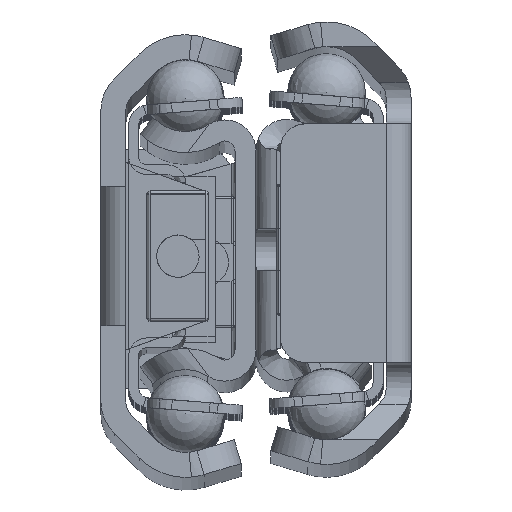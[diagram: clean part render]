
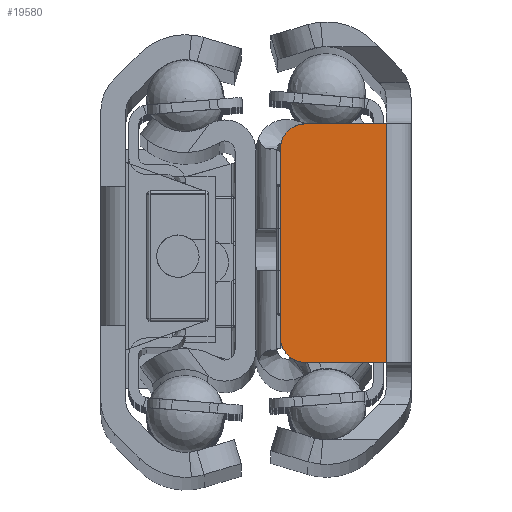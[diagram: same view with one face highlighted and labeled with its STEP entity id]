
A CAD part, top view. The second image highlights one B-rep face of the part: STEP entity #19580.
In plain terms, the highlighted planar face has unit normal (0, 0, 1).
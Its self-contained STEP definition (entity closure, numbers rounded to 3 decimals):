
#678=CIRCLE('',#20843,1.5);
#679=CIRCLE('',#20844,1.5);
#1996=FACE_OUTER_BOUND('',#3064,.T.);
#3064=EDGE_LOOP('',(#13248,#13249,#13250,#13251,#13252,#13253));
#4206=LINE('',#28979,#6189);
#4209=LINE('',#29004,#6192);
#4212=LINE('',#29010,#6195);
#4213=LINE('',#29014,#6196);
#6189=VECTOR('',#22997,10.);
#6192=VECTOR('',#23008,10.);
#6195=VECTOR('',#23013,10.);
#6196=VECTOR('',#23016,10.);
#8174=VERTEX_POINT('',#28976);
#8175=VERTEX_POINT('',#28978);
#8179=VERTEX_POINT('',#29003);
#8181=VERTEX_POINT('',#29009);
#8182=VERTEX_POINT('',#29011);
#8183=VERTEX_POINT('',#29013);
#10113=EDGE_CURVE('',#8174,#8175,#4206,.T.);
#10120=EDGE_CURVE('',#8179,#8175,#4209,.T.);
#10123=EDGE_CURVE('',#8174,#8181,#4212,.T.);
#10124=EDGE_CURVE('',#8182,#8181,#678,.T.);
#10125=EDGE_CURVE('',#8182,#8183,#4213,.T.);
#10126=EDGE_CURVE('',#8179,#8183,#679,.T.);
#13248=ORIENTED_EDGE('',*,*,#10113,.F.);
#13249=ORIENTED_EDGE('',*,*,#10123,.T.);
#13250=ORIENTED_EDGE('',*,*,#10124,.F.);
#13251=ORIENTED_EDGE('',*,*,#10125,.T.);
#13252=ORIENTED_EDGE('',*,*,#10126,.F.);
#13253=ORIENTED_EDGE('',*,*,#10120,.T.);
#19036=PLANE('',#20842);
#19580=ADVANCED_FACE('',(#1996),#19036,.T.);
#20842=AXIS2_PLACEMENT_3D('',#29008,#23011,#23012);
#20843=AXIS2_PLACEMENT_3D('',#29012,#23014,#23015);
#20844=AXIS2_PLACEMENT_3D('',#29015,#23017,#23018);
#22997=DIRECTION('',(-1.,0.,0.));
#23008=DIRECTION('',(0.,-1.,0.));
#23011=DIRECTION('center_axis',(0.,0.,1.));
#23012=DIRECTION('ref_axis',(1.,0.,0.));
#23013=DIRECTION('',(0.,1.,0.));
#23014=DIRECTION('center_axis',(0.,0.,-1.));
#23015=DIRECTION('ref_axis',(0.707,0.707,0.));
#23016=DIRECTION('',(-1.,0.,0.));
#23017=DIRECTION('center_axis',(0.,0.,-1.));
#23018=DIRECTION('ref_axis',(-0.707,0.707,0.));
#28976=CARTESIAN_POINT('',(7.3,-3.68,225.));
#28978=CARTESIAN_POINT('',(-7.3,-3.68,225.));
#28979=CARTESIAN_POINT('',(4.433,-3.68,225.));
#29003=CARTESIAN_POINT('',(-7.3,1.32,225.));
#29004=CARTESIAN_POINT('',(-7.3,-3.846,225.));
#29008=CARTESIAN_POINT('Origin',(0.,-2.512,
225.));
#29009=CARTESIAN_POINT('',(7.3,1.32,225.));
#29010=CARTESIAN_POINT('',(7.3,-3.846,225.));
#29011=CARTESIAN_POINT('',(5.8,2.82,225.));
#29012=CARTESIAN_POINT('Origin',(5.8,1.32,225.));
#29013=CARTESIAN_POINT('',(-5.8,2.82,225.));
#29014=CARTESIAN_POINT('',(7.3,2.82,225.));
#29015=CARTESIAN_POINT('Origin',(-5.8,1.32,225.));
